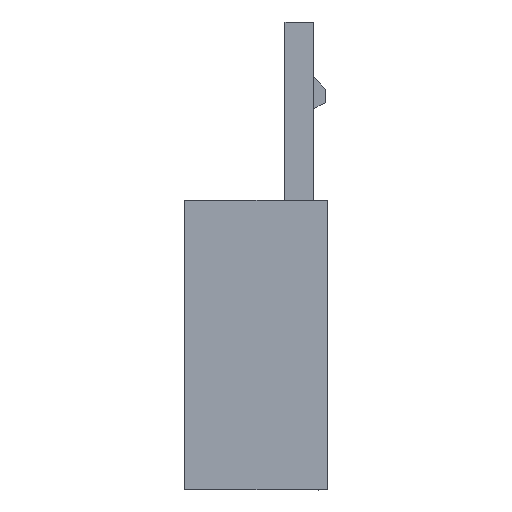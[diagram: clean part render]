
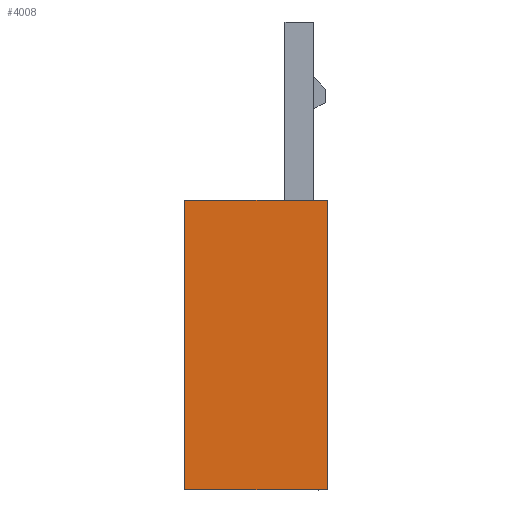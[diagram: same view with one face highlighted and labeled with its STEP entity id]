
A CAD part, front view. The second image highlights one B-rep face of the part: STEP entity #4008.
In plain terms, the highlighted planar face has unit normal (0, -1, 0).
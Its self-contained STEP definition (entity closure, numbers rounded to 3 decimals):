
#381=DIRECTION('',(1.,0.,0.));
#382=VECTOR('',#381,16.);
#383=CARTESIAN_POINT('',(-16.,-91.75,-32.5));
#384=LINE('',#383,#382);
#780=DIRECTION('',(0.,0.,1.));
#781=VECTOR('',#780,32.5);
#782=CARTESIAN_POINT('',(0.,-91.75,-32.5));
#783=LINE('',#782,#781);
#948=DIRECTION('',(1.,0.,0.));
#949=VECTOR('',#948,16.);
#950=CARTESIAN_POINT('',(-16.,-91.75,0.));
#951=LINE('',#950,#949);
#955=DIRECTION('',(0.,0.,1.));
#956=VECTOR('',#955,32.5);
#957=CARTESIAN_POINT('',(-16.,-91.75,-32.5));
#958=LINE('',#957,#956);
#2950=CARTESIAN_POINT('',(0.,-91.75,0.));
#2951=VERTEX_POINT('',#2950);
#2952=CARTESIAN_POINT('',(-16.,-91.75,0.));
#2953=VERTEX_POINT('',#2952);
#3008=CARTESIAN_POINT('',(-16.,-91.75,-32.5));
#3009=VERTEX_POINT('',#3008);
#3010=CARTESIAN_POINT('',(0.,-91.75,-32.5));
#3011=VERTEX_POINT('',#3010);
#3996=CARTESIAN_POINT('',(0.,-91.75,5.359));
#3997=DIRECTION('',(0.,1.,0.));
#3998=DIRECTION('',(0.,0.,-1.));
#3999=AXIS2_PLACEMENT_3D('',#3996,#3997,#3998);
#4000=PLANE('',#3999);
#4001=ORIENTED_EDGE('',*,*,#3487,.T.);
#4002=ORIENTED_EDGE('',*,*,#3865,.F.);
#4003=ORIENTED_EDGE('',*,*,#3578,.F.);
#4005=ORIENTED_EDGE('',*,*,#4004,.T.);
#4006=EDGE_LOOP('',(#4001,#4002,#4003,#4005));
#4007=FACE_OUTER_BOUND('',#4006,.F.);
#3487=EDGE_CURVE('',#2953,#2951,#951,.T.);
#3578=EDGE_CURVE('',#3009,#3011,#384,.T.);
#3865=EDGE_CURVE('',#3011,#2951,#783,.T.);
#4004=EDGE_CURVE('',#3009,#2953,#958,.T.);
#4008=ADVANCED_FACE('',(#4007),#4000,.F.);
